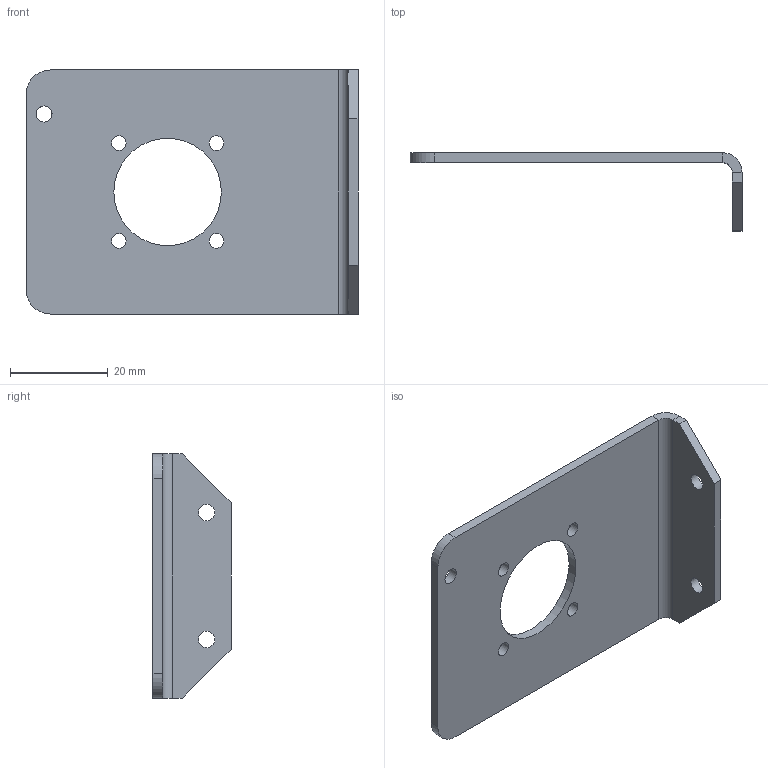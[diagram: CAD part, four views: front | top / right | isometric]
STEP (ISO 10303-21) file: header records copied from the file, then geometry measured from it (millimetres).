
FILE_DESCRIPTION(/* description */ (''),/* implementation_level */ '2;1');
FILE_NAME(/* name */ 'RR-PCSS-2021-MSK1.stp',/* time_stamp */ '2021-10-25T15:26:41+02:00',/* author */ ('marci'),/* organization */ (''),/* preprocessor_version */ 'ST-DEVELOPER v18.1',/* originating_system */ 'Autodesk Inventor 2021',/* authorisation */ '');
FILE_SCHEMA (('AUTOMOTIVE_DESIGN { 1 0 10303 214 3 1 1 }'));
Length unit declared in the file: millimetre
Products named in the file (1): RR-PCSS-2021-MSK
Bounding box: 68 x 16 x 50 mm (x, y, z)
Volume: 6979.7 mm3; surface area: 7747.5 mm2
Topology: 1 solids, 1 shells, 26 faces, 67 edges, 43 vertices
Faces by surface type: plane 14, cylinder 11, bspline 1
Full cylindrical faces by diameter (mm): 3 x4, 3.4 x2, 22 x1
Entity records: 884 total; most frequent: CARTESIAN_POINT 154, DIRECTION 146, ORIENTED_EDGE 134, EDGE_CURVE 67, AXIS2_PLACEMENT_3D 53, VERTEX_POINT 43, EDGE_LOOP 42, LINE 40
